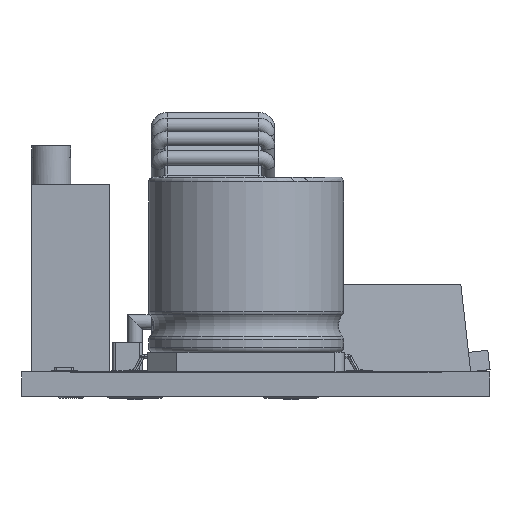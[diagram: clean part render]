
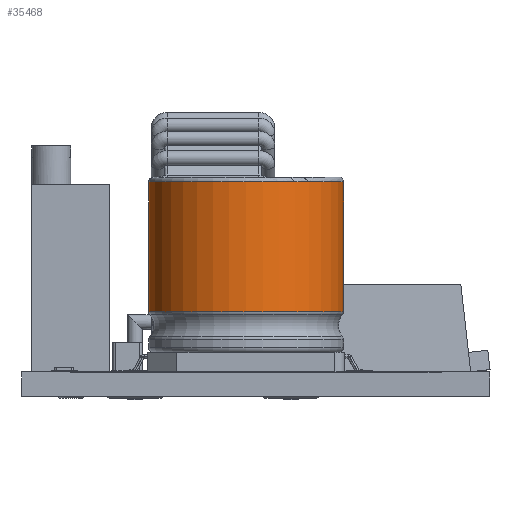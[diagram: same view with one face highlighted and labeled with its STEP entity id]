
A CAD part, left-side view. The second image highlights one B-rep face of the part: STEP entity #35468.
In plain terms, the highlighted cylindrical face has radius 5 mm (diameter 10 mm), a full revolution.
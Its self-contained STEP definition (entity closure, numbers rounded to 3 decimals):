
#469=CYLINDRICAL_SURFACE('',#37977,5.);
#1275=LINE('',#64188,#4159);
#4159=VECTOR('',#42305,5.);
#9536=FACE_OUTER_BOUND('',#11409,.T.);
#11409=EDGE_LOOP('',(#25721,#25722,#25723,#25724));
#13631=CIRCLE('',#37975,5.);
#13633=CIRCLE('',#37978,5.);
#15036=VERTEX_POINT('',#64182);
#15037=VERTEX_POINT('',#64186);
#19074=EDGE_CURVE('',#15036,#15036,#13631,.T.);
#19076=EDGE_CURVE('',#15037,#15037,#13633,.T.);
#19077=EDGE_CURVE('',#15037,#15036,#1275,.T.);
#25721=ORIENTED_EDGE('',*,*,#19076,.F.);
#25722=ORIENTED_EDGE('',*,*,#19077,.T.);
#25723=ORIENTED_EDGE('',*,*,#19074,.T.);
#25724=ORIENTED_EDGE('',*,*,#19077,.F.);
#35468=ADVANCED_FACE('',(#9536),#469,.T.);
#37975=AXIS2_PLACEMENT_3D('',#64183,#42297,#42298);
#37977=AXIS2_PLACEMENT_3D('',#64185,#42301,#42302);
#37978=AXIS2_PLACEMENT_3D('',#64187,#42303,#42304);
#42297=DIRECTION('center_axis',(0.,0.,
1.));
#42298=DIRECTION('ref_axis',(1.,0.,0.));
#42301=DIRECTION('center_axis',(0.,0.,
1.));
#42302=DIRECTION('ref_axis',(1.,0.,0.));
#42303=DIRECTION('center_axis',(0.,0.,
1.));
#42304=DIRECTION('ref_axis',(1.,0.,0.));
#42305=DIRECTION('',(0.,0.,-1.));
#64182=CARTESIAN_POINT('',(-26.908,-0.261,58.297));
#64183=CARTESIAN_POINT('Origin',(-21.908,-0.261,58.297));
#64185=CARTESIAN_POINT('Origin',(-21.908,-0.261,65.201));
#64186=CARTESIAN_POINT('',(-26.908,-0.261,64.951));
#64187=CARTESIAN_POINT('Origin',(-21.908,-0.261,64.951));
#64188=CARTESIAN_POINT('',(-26.908,-0.261,65.201));
